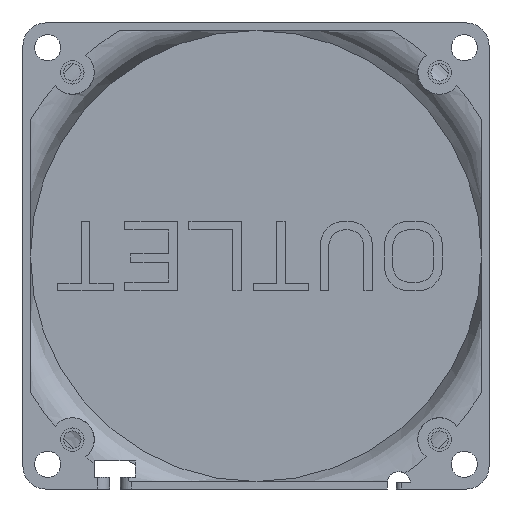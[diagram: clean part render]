
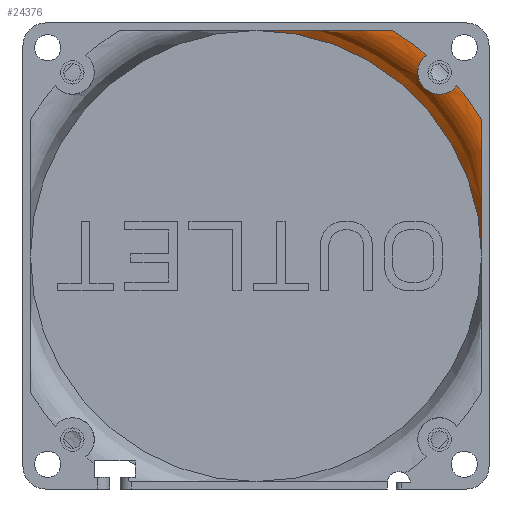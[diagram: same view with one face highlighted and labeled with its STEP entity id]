
A CAD part, front view. The second image highlights one B-rep face of the part: STEP entity #24376.
In plain terms, the highlighted toroidal (fillet/blend) face has major radius 45.2 mm and minor radius 6.5 mm.
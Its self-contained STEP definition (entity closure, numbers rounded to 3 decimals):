
#12623=CARTESIAN_POINT('',(0.,40.05,0.));
#12624=DIRECTION('',(0.,1.,0.));
#12625=DIRECTION('',(0.856,0.,-0.517));
#12626=AXIS2_PLACEMENT_3D('',#12623,#12624,#12625);
#12638=CARTESIAN_POINT('',(0.,40.05,0.));
#12639=DIRECTION('',(0.,1.,0.));
#12640=DIRECTION('',(0.647,0.,-0.763));
#12641=AXIS2_PLACEMENT_3D('',#12638,#12639,#12640);
#16361=CARTESIAN_POINT('',(0.,33.55,0.));
#16362=DIRECTION('',(0.,-1.,0.));
#16363=DIRECTION('',(0.,0.,-1.));
#16364=AXIS2_PLACEMENT_3D('',#16361,#16362,#16363);
#16366=CARTESIAN_POINT('',(38.7,40.05,-23.353));
#16367=CARTESIAN_POINT('',(38.7,40.05,-22.06));
#16368=CARTESIAN_POINT('',(38.7,39.848,-19.46));
#16369=CARTESIAN_POINT('',(38.7,39.07,-15.459));
#16370=CARTESIAN_POINT('',(38.7,37.948,-11.529));
#16371=CARTESIAN_POINT('',(38.7,36.756,-8.07));
#16372=CARTESIAN_POINT('',(38.7,35.314,-4.309));
#16373=CARTESIAN_POINT('',(38.7,34.159,-1.486));
#16374=CARTESIAN_POINT('',(38.7,33.55,0.));
#16380=CARTESIAN_POINT('',(23.353,40.05,-38.7));
#16381=CARTESIAN_POINT('',(22.761,40.05,-38.7));
#16382=CARTESIAN_POINT('',(21.495,40.007,-38.7));
#16383=CARTESIAN_POINT('',(19.352,39.782,-38.7));
#16384=CARTESIAN_POINT('',(16.94,39.367,-38.7));
#16385=CARTESIAN_POINT('',(14.238,38.729,-38.7));
#16386=CARTESIAN_POINT('',(11.219,37.84,-38.7));
#16387=CARTESIAN_POINT('',(7.865,36.681,-38.7));
#16388=CARTESIAN_POINT('',(4.126,35.24,-38.7));
#16389=CARTESIAN_POINT('',(1.417,34.131,-38.7));
#16390=CARTESIAN_POINT('',(0.,33.55,-38.7));
#16444=CARTESIAN_POINT('',(34.482,40.05,-29.224));
#16445=CARTESIAN_POINT('',(34.316,40.05,-29.008));
#16446=CARTESIAN_POINT('',(33.933,40.017,
-28.606));
#16447=CARTESIAN_POINT('',(33.225,39.854,
-28.136));
#16448=CARTESIAN_POINT('',(32.393,39.573,
-27.823));
#16449=CARTESIAN_POINT('',(31.446,39.179,
-27.714));
#16450=CARTESIAN_POINT('',(30.51,38.768,
-27.853));
#16451=CARTESIAN_POINT('',(29.734,38.476,
-28.168));
#16452=CARTESIAN_POINT('',(29.103,38.333,
-28.594));
#16453=CARTESIAN_POINT('',(28.587,38.333,
-29.112));
#16454=CARTESIAN_POINT('',(28.163,38.48,
-29.744));
#16455=CARTESIAN_POINT('',(27.85,38.772,
-30.52));
#16456=CARTESIAN_POINT('',(27.714,39.18,
-31.449));
#16457=CARTESIAN_POINT('',(27.824,39.574,
-32.397));
#16458=CARTESIAN_POINT('',(28.138,39.855,
-33.229));
#16459=CARTESIAN_POINT('',(28.61,40.018,
-33.937));
#16460=CARTESIAN_POINT('',(29.01,40.05,-34.317));
#16461=CARTESIAN_POINT('',(29.224,40.05,-34.482));
#18363=CARTESIAN_POINT('',(38.7,40.05,-23.353));
#18364=VERTEX_POINT('',#18363);
#18365=CARTESIAN_POINT('',(34.482,40.05,-29.224));
#18366=VERTEX_POINT('',#18365);
#18368=CARTESIAN_POINT('',(29.224,40.05,-34.482));
#18370=VERTEX_POINT('',#18368);
#18371=CARTESIAN_POINT('',(23.353,40.05,-38.7));
#18372=VERTEX_POINT('',#18371);
#19447=CARTESIAN_POINT('',(38.7,33.55,0.));
#19448=VERTEX_POINT('',#19447);
#19457=CARTESIAN_POINT('',(0.,33.55,-38.7));
#19458=VERTEX_POINT('',#19457);
#24361=CARTESIAN_POINT('',(0.,33.55,0.));
#24362=DIRECTION('',(0.,1.,0.));
#24363=DIRECTION('',(-1.,0.,0.));
#24364=AXIS2_PLACEMENT_3D('',#24361,#24362,#24363);
#24365=TOROIDAL_SURFACE('',#24364,45.2,6.5);
#24366=ORIENTED_EDGE('',*,*,#19962,.F.);
#24368=ORIENTED_EDGE('',*,*,#24367,.F.);
#24369=ORIENTED_EDGE('',*,*,#20544,.F.);
#24371=ORIENTED_EDGE('',*,*,#24370,.F.);
#24372=ORIENTED_EDGE('',*,*,#20538,.F.);
#24373=ORIENTED_EDGE('',*,*,#24355,.T.);
#24374=EDGE_LOOP('',(#24366,#24368,#24369,#24371,#24372,#24373));
#24375=FACE_OUTER_BOUND('',#24374,.F.);
#24376=ADVANCED_FACE('',(#24375),#24365,.T.);
#12627=CIRCLE('',#12626,45.2);
#12642=CIRCLE('',#12641,45.2);
#16365=CIRCLE('',#16364,38.7);
#16375=B_SPLINE_CURVE_WITH_KNOTS('',3,(#16366,#16367,#16368,#16369,#16370,
#16371,#16372,#16373,#16374),.UNSPECIFIED.,.F.,.F.,(4,1,1,1,1,1,4),(0.,
0.167,0.333,0.5,0.667,0.833,
1.),.UNSPECIFIED.);
#16391=B_SPLINE_CURVE_WITH_KNOTS('',3,(#16380,#16381,#16382,#16383,#16384,
#16385,#16386,#16387,#16388,#16389,#16390),.UNSPECIFIED.,.F.,.F.,(4,1,1,1,1,1,1,
1,4),(0.,0.125,0.25,0.375,0.5,0.625,0.75,0.875,1.),
.UNSPECIFIED.);
#16462=B_SPLINE_CURVE_WITH_KNOTS('',3,(#16444,#16445,#16446,#16447,#16448,
#16449,#16450,#16451,#16452,#16453,#16454,#16455,#16456,#16457,#16458,#16459,
#16460,#16461),.UNSPECIFIED.,.F.,.F.,(4,1,1,1,1,1,1,1,1,1,1,1,1,1,1,4),(0.,
0.067,0.133,0.2,0.267,0.333,
0.4,0.467,0.533,0.6,0.667,
0.733,0.8,0.867,0.933,1.),
.UNSPECIFIED.);
#19962=EDGE_CURVE('',#19458,#19448,#16365,.T.);
#20538=EDGE_CURVE('',#18364,#18366,#12627,.T.);
#20544=EDGE_CURVE('',#18370,#18372,#12642,.T.);
#24355=EDGE_CURVE('',#18364,#19448,#16375,.T.);
#24367=EDGE_CURVE('',#18372,#19458,#16391,.T.);
#24370=EDGE_CURVE('',#18366,#18370,#16462,.T.);
